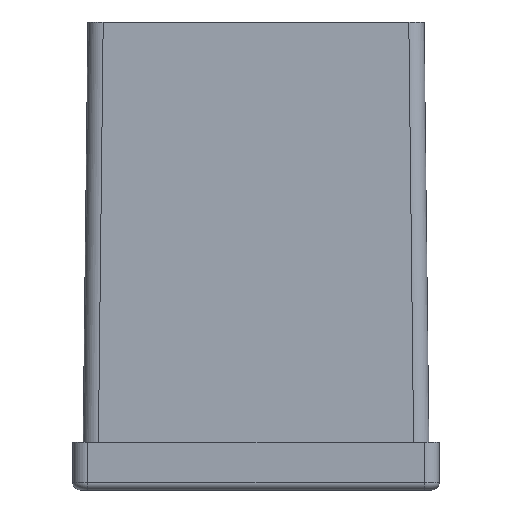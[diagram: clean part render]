
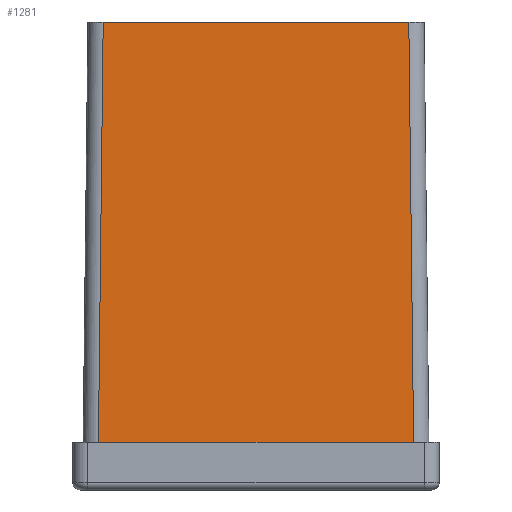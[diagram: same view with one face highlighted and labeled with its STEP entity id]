
A CAD part, front view. The second image highlights one B-rep face of the part: STEP entity #1281.
In plain terms, the highlighted planar face has unit normal (0, -1, 0.011).
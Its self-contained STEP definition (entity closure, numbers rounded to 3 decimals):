
#28 = AXIS2_PLACEMENT_3D ( 'NONE', #721, #879, #1038 ) ;
#39 = VERTEX_POINT ( 'NONE', #1500 ) ;
#67 = ORIENTED_EDGE ( 'NONE', *, *, #1689, .T. ) ;
#106 = LINE ( 'NONE', #1538, #1919 ) ;
#180 = LINE ( 'NONE', #1970, #1848 ) ;
#353 = CARTESIAN_POINT ( 'NONE',  ( 39.989, -43.989, 0.954 ) ) ;
#466 = EDGE_CURVE ( 'NONE', #1886, #2005, #612, .T. ) ;
#471 = EDGE_LOOP ( 'NONE', ( #624, #67, #1268, #1685 ) ) ;
#503 = DIRECTION ( 'NONE',  ( 1., 0., 0. ) ) ;
#524 = DIRECTION ( 'NONE',  ( 1., 0., 0. ) ) ;
#600 = DIRECTION ( 'NONE',  ( -0.011, -0.011, -1. ) ) ;
#612 = LINE ( 'NONE', #1149, #1423 ) ;
#615 = EDGE_CURVE ( 'NONE', #39, #841, #180, .T. ) ;
#617 = CARTESIAN_POINT ( 'NONE',  ( 40., -44., 0. ) ) ;
#624 = ORIENTED_EDGE ( 'NONE', *, *, #466, .T. ) ;
#721 = CARTESIAN_POINT ( 'NONE',  ( -44., -44., 0. ) ) ;
#738 = EDGE_CURVE ( 'NONE', #39, #1886, #106, .T. ) ;
#779 = LINE ( 'NONE', #353, #2035 ) ;
#841 = VERTEX_POINT ( 'NONE', #617 ) ;
#879 = DIRECTION ( 'NONE',  ( 0., -1., 0.011 ) ) ;
#933 = CARTESIAN_POINT ( 'NONE',  ( -41.25, -45.25, -110. ) ) ;
#1000 = DIRECTION ( 'NONE',  ( -0.011, 0.011, 1. ) ) ;
#1038 = DIRECTION ( 'NONE',  ( 0., -0.011, -1. ) ) ;
#1149 = CARTESIAN_POINT ( 'NONE',  ( -44., -45.25, -110. ) ) ;
#1268 = ORIENTED_EDGE ( 'NONE', *, *, #615, .F. ) ;
#1281 = ADVANCED_FACE ( 'NONE', ( #1716 ), #1679, .T. ) ;
#1423 = VECTOR ( 'NONE', #524, 1000. ) ;
#1500 = CARTESIAN_POINT ( 'NONE',  ( -40., -44., 0. ) ) ;
#1538 = CARTESIAN_POINT ( 'NONE',  ( -40.001, -44.001, -0.045 ) ) ;
#1619 = CARTESIAN_POINT ( 'NONE',  ( 41.25, -45.25, -110. ) ) ;
#1679 = PLANE ( 'NONE',  #28 ) ;
#1685 = ORIENTED_EDGE ( 'NONE', *, *, #738, .T. ) ;
#1689 = EDGE_CURVE ( 'NONE', #2005, #841, #779, .T. ) ;
#1716 = FACE_OUTER_BOUND ( 'NONE', #471, .T. ) ;
#1848 = VECTOR ( 'NONE', #503, 1000. ) ;
#1886 = VERTEX_POINT ( 'NONE', #933 ) ;
#1919 = VECTOR ( 'NONE', #600, 1000. ) ;
#1970 = CARTESIAN_POINT ( 'NONE',  ( -44., -44., 0. ) ) ;
#2005 = VERTEX_POINT ( 'NONE', #1619 ) ;
#2035 = VECTOR ( 'NONE', #1000, 1000. ) ;
